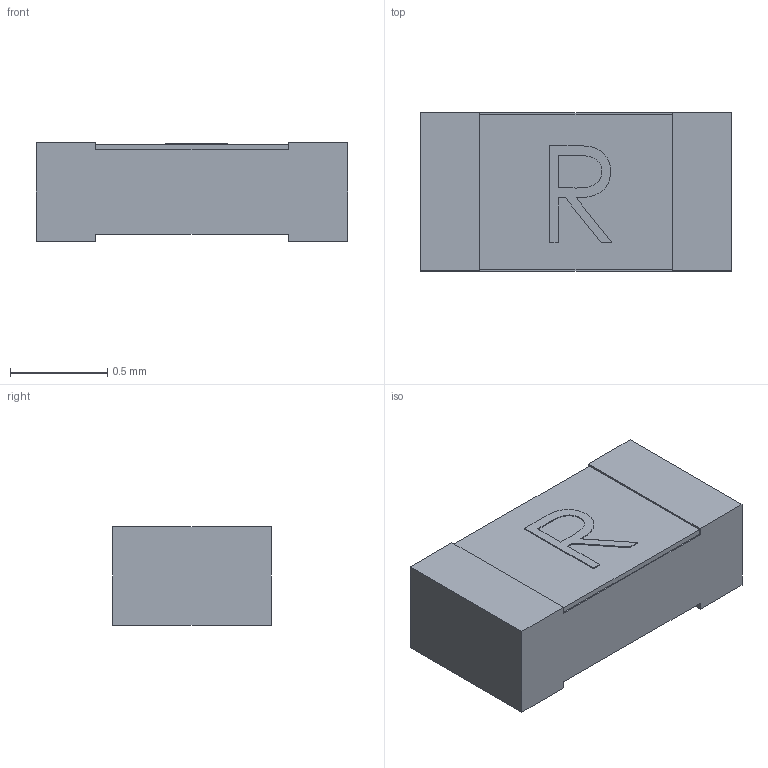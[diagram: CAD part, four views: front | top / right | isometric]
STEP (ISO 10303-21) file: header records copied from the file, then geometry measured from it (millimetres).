
FILE_DESCRIPTION (( 'STEP AP214' ), '1' );
FILE_NAME ('User Library-User Library-res0603_res0603_body.STEP', '2016-03-05T05:17:48', ( 'Windows User' ), ( '' ), 'SwSTEP 2.0', 'SolidWorks 2016', '' );
FILE_SCHEMA (( 'AUTOMOTIVE_DESIGN' ));
Length unit declared in the file: millimetre
Products named in the file (1): User Library-User Library-res0603_res0603_body
Bounding box: 1.6 x 0.81 x 0.51 mm (x, y, z)
Volume: 0.6 mm3; surface area: 5.1 mm2
Topology: 1 solids, 1 shells, 36 faces, 96 edges, 64 vertices
Faces by surface type: plane 31, bspline 5
Entity records: 1641 total; most frequent: CARTESIAN_POINT 530, ORIENTED_EDGE 192, DIRECTION 150, EDGE_CURVE 96, LINE 86, VECTOR 86, VERTEX_POINT 64, EDGE_LOOP 38
